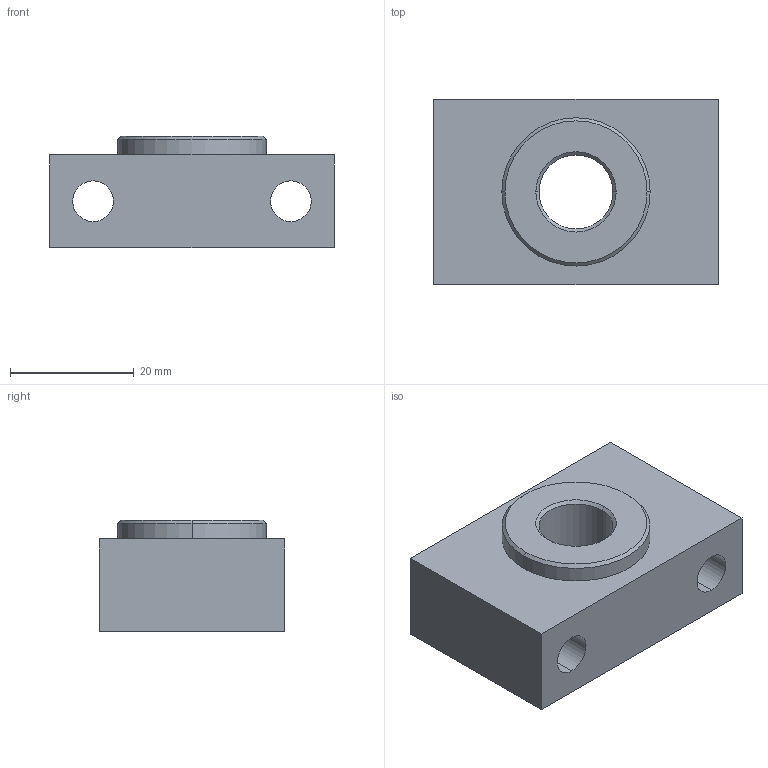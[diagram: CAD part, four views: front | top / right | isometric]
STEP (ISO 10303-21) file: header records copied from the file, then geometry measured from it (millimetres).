
FILE_DESCRIPTION (( 'STEP AP214' ), '1' );
FILE_NAME ('32-DMB-TSM.STEP', '2013-07-23T10:43:45', ( '' ), ( '' ), 'SwSTEP 2.0', 'SolidWorks 2010', '' );
FILE_SCHEMA (( 'AUTOMOTIVE_DESIGN' ));
Length unit declared in the file: millimetre
Products named in the file (1): 32-DMB-TSM
Bounding box: 46 x 30 x 18 mm (x, y, z)
Volume: 17108.2 mm3; surface area: 6938.9 mm2
Topology: 1 solids, 1 shells, 35 faces, 76 edges, 46 vertices
Faces by surface type: cone 14, cylinder 12, plane 9
Entity records: 1002 total; most frequent: DIRECTION 186, CARTESIAN_POINT 158, ORIENTED_EDGE 152, EDGE_CURVE 76, AXIS2_PLACEMENT_3D 74, VERTEX_POINT 46, EDGE_LOOP 44, VECTOR 38
